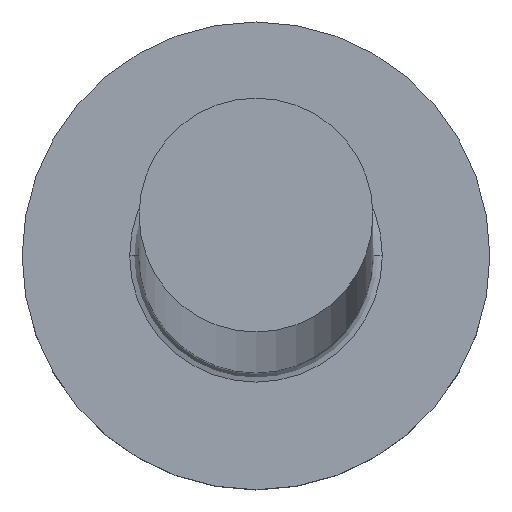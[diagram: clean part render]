
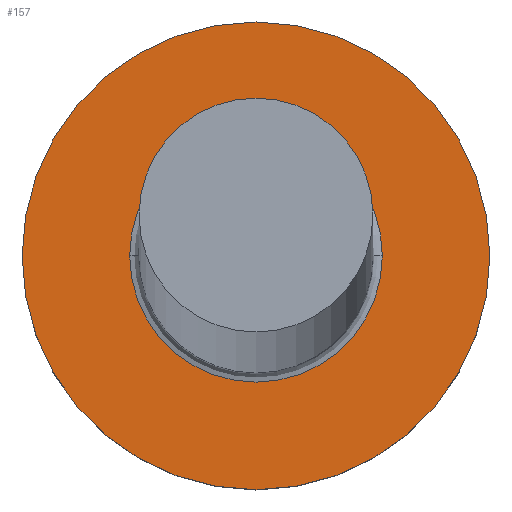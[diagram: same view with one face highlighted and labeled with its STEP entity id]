
A CAD part, top view. The second image highlights one B-rep face of the part: STEP entity #157.
In plain terms, the highlighted planar face has unit normal (0, 0, 1).
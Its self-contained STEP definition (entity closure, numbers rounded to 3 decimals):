
#13 = CARTESIAN_POINT ( 'NONE',  ( 2.7, 0., 3. ) ) ;
#18 = DIRECTION ( 'NONE',  ( 1., 0., 0. ) ) ;
#20 = DIRECTION ( 'NONE',  ( 0., 0., 1. ) ) ;
#40 = DIRECTION ( 'NONE',  ( 1., 0., 0. ) ) ;
#46 = DIRECTION ( 'NONE',  ( 1., 0., 0. ) ) ;
#54 = AXIS2_PLACEMENT_3D ( 'NONE', #194, #299, #40 ) ;
#61 = DIRECTION ( 'NONE',  ( 0., 0., 1. ) ) ;
#62 = DIRECTION ( 'NONE',  ( 1., 0., 0. ) ) ;
#63 = CARTESIAN_POINT ( 'NONE',  ( 0., 0., 3. ) ) ;
#72 = AXIS2_PLACEMENT_3D ( 'NONE', #162, #61, #46 ) ;
#74 = AXIS2_PLACEMENT_3D ( 'NONE', #126, #219, #222 ) ;
#75 = EDGE_CURVE ( 'NONE', #94, #238, #146, .T. ) ;
#77 = EDGE_LOOP ( 'NONE', ( #272, #259 ) ) ;
#80 = EDGE_LOOP ( 'NONE', ( #166, #221 ) ) ;
#84 = EDGE_CURVE ( 'NONE', #296, #141, #118, .T. ) ;
#94 = VERTEX_POINT ( 'NONE', #226 ) ;
#101 = CARTESIAN_POINT ( 'NONE',  ( -5., 0., 3. ) ) ;
#118 = CIRCLE ( 'NONE', #132, 5. ) ;
#119 = AXIS2_PLACEMENT_3D ( 'NONE', #63, #20, #62 ) ;
#126 = CARTESIAN_POINT ( 'NONE',  ( 0., 0., 3. ) ) ;
#127 = CIRCLE ( 'NONE', #72, 5. ) ;
#129 = DIRECTION ( 'NONE',  ( 0., 0., 1. ) ) ;
#132 = AXIS2_PLACEMENT_3D ( 'NONE', #156, #129, #18 ) ;
#141 = VERTEX_POINT ( 'NONE', #233 ) ;
#146 = CIRCLE ( 'NONE', #54, 2.7 ) ;
#151 = CIRCLE ( 'NONE', #74, 2.7 ) ;
#156 = CARTESIAN_POINT ( 'NONE',  ( 0., 0., 3. ) ) ;
#157 = ADVANCED_FACE ( 'NONE', ( #209, #229 ), #205, .T. ) ;
#162 = CARTESIAN_POINT ( 'NONE',  ( 0., 0., 3. ) ) ;
#166 = ORIENTED_EDGE ( 'NONE', *, *, #227, .T. ) ;
#181 = EDGE_CURVE ( 'NONE', #141, #296, #127, .T. ) ;
#194 = CARTESIAN_POINT ( 'NONE',  ( 0., 0., 3. ) ) ;
#205 = PLANE ( 'NONE',  #119 ) ;
#209 = FACE_BOUND ( 'NONE', #80, .T. ) ;
#219 = DIRECTION ( 'NONE',  ( 0., 0., -1. ) ) ;
#221 = ORIENTED_EDGE ( 'NONE', *, *, #75, .T. ) ;
#222 = DIRECTION ( 'NONE',  ( 1., 0., 0. ) ) ;
#226 = CARTESIAN_POINT ( 'NONE',  ( -2.7, 0., 3. ) ) ;
#227 = EDGE_CURVE ( 'NONE', #238, #94, #151, .T. ) ;
#229 = FACE_OUTER_BOUND ( 'NONE', #77, .T. ) ;
#233 = CARTESIAN_POINT ( 'NONE',  ( 5., 0., 3. ) ) ;
#238 = VERTEX_POINT ( 'NONE', #13 ) ;
#259 = ORIENTED_EDGE ( 'NONE', *, *, #181, .T. ) ;
#272 = ORIENTED_EDGE ( 'NONE', *, *, #84, .T. ) ;
#296 = VERTEX_POINT ( 'NONE', #101 ) ;
#299 = DIRECTION ( 'NONE',  ( 0., 0., -1. ) ) ;
